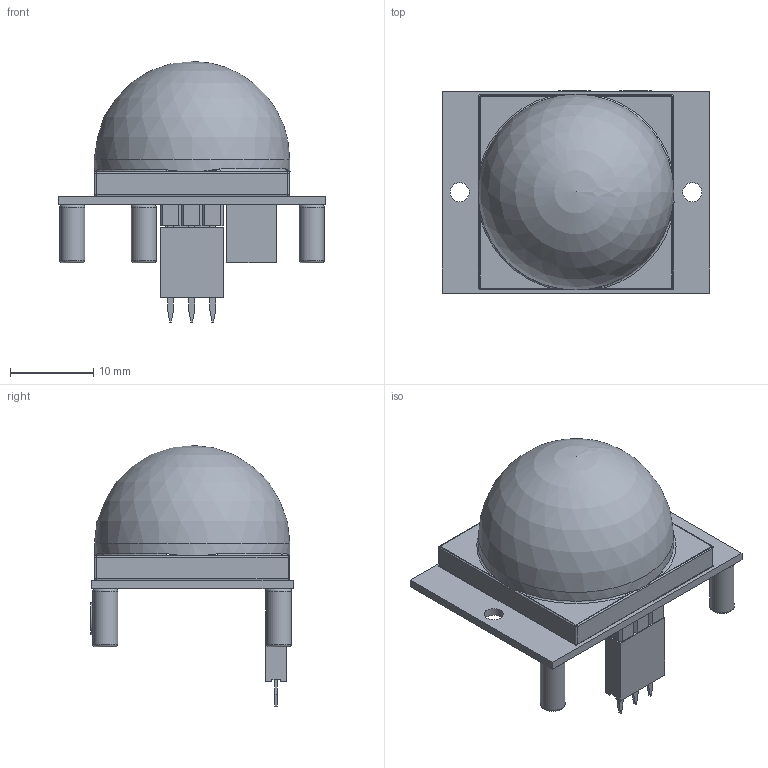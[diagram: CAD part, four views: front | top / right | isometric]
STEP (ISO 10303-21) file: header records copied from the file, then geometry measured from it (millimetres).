
FILE_DESCRIPTION(('FreeCAD Model'),'2;1');
FILE_NAME('Open CASCADE Shape Model','2022-11-05T09:54:47',( 'kicad StepUp'),('ksu MCAD'),'Open CASCADE STEP processor 7.5', 'FreeCAD','Unknown');
FILE_SCHEMA(('AUTOMOTIVE_DESIGN { 1 0 10303 214 1 1 1 1 }'));
Length unit declared in the file: millimetre
Products named in the file (6): PIR; PCB; Lens; Caps; Pot; PinConnectors
Assembly tree (5 placements, depth 2):
  PIR
    PCB
    Lens
    Caps
    Pot
    PinConnectors
Bounding box: 32.2 x 24.34 x 31.44 mm (x, y, z)
Volume: 7060.3 mm3; surface area: 4687.6 mm2
Topology: 9 solids, 9 shells, 296 faces, 705 edges, 419 vertices
Faces by surface type: plane 232, cylinder 27, bspline 20, sphere 9, torus 8
Full cylindrical faces by diameter (mm): 1 x3, 2.3 x2, 3 x4, 3.84 x2, 23.5 x1
Entity records: 11191 total; most frequent: CARTESIAN_POINT 2979, ORIENTED_EDGE 1364, DIRECTION 1265, EDGE_CURVE 682, LINE 551, VECTOR 551, VERTEX_POINT 419, AXIS2_PLACEMENT_3D 357
